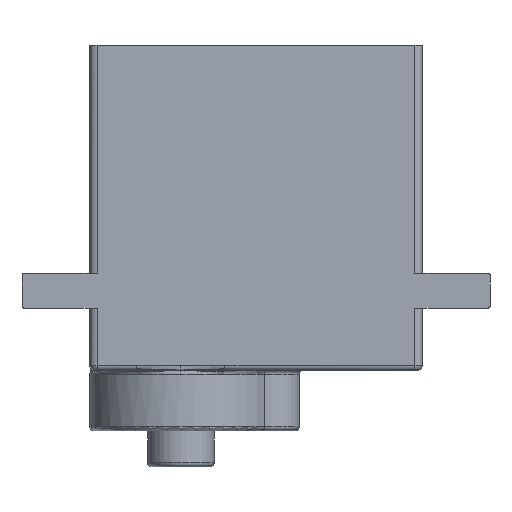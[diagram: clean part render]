
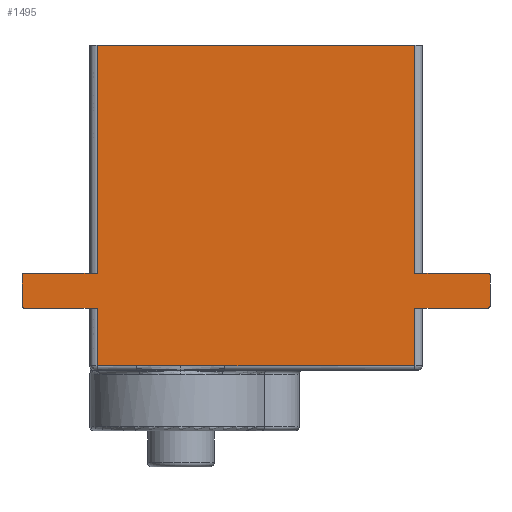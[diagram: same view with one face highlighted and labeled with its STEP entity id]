
A CAD part, left-side view. The second image highlights one B-rep face of the part: STEP entity #1495.
In plain terms, the highlighted planar face has unit normal (-1, 0, 0).
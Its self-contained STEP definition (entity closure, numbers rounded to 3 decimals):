
#40=PLANE('',#1607);
#93=LINE('',#2789,#185);
#94=LINE('',#2871,#186);
#116=LINE('',#4005,#208);
#119=LINE('',#4011,#211);
#120=LINE('',#4013,#212);
#121=LINE('',#4015,#213);
#122=LINE('',#4017,#214);
#123=LINE('',#4019,#215);
#124=LINE('',#4023,#216);
#125=LINE('',#4027,#217);
#126=LINE('',#4029,#218);
#127=LINE('',#4030,#219);
#128=LINE('',#4032,#220);
#129=LINE('',#4034,#221);
#130=LINE('',#4036,#222);
#185=VECTOR('',#1750,10.);
#186=VECTOR('',#1755,10.);
#208=VECTOR('',#1825,10.);
#211=VECTOR('',#1830,10.);
#212=VECTOR('',#1831,10.);
#213=VECTOR('',#1832,10.);
#214=VECTOR('',#1833,10.);
#215=VECTOR('',#1834,10.);
#216=VECTOR('',#1837,10.);
#217=VECTOR('',#1840,10.);
#218=VECTOR('',#1841,10.);
#219=VECTOR('',#1842,10.);
#220=VECTOR('',#1843,10.);
#221=VECTOR('',#1844,10.);
#222=VECTOR('',#1845,10.);
#301=FACE_OUTER_BOUND('',#392,.T.);
#392=EDGE_LOOP('',(#1098,#1099,#1100,#1101,#1102,#1103,#1104,#1105,#1106,
#1107,#1108,#1109,#1110,#1111,#1112,#1113,#1114,#1115,#1116));
#485=CIRCLE('',#1604,0.1);
#487=CIRCLE('',#1608,0.1);
#488=CIRCLE('',#1609,0.1);
#489=CIRCLE('',#1610,0.1);
#618=VERTEX_POINT('',#2781);
#619=VERTEX_POINT('',#2788);
#621=VERTEX_POINT('',#2869);
#667=VERTEX_POINT('',#3995);
#668=VERTEX_POINT('',#3996);
#671=VERTEX_POINT('',#4004);
#673=VERTEX_POINT('',#4010);
#674=VERTEX_POINT('',#4012);
#675=VERTEX_POINT('',#4014);
#676=VERTEX_POINT('',#4016);
#677=VERTEX_POINT('',#4018);
#678=VERTEX_POINT('',#4020);
#679=VERTEX_POINT('',#4022);
#680=VERTEX_POINT('',#4024);
#681=VERTEX_POINT('',#4026);
#682=VERTEX_POINT('',#4028);
#683=VERTEX_POINT('',#4031);
#684=VERTEX_POINT('',#4033);
#685=VERTEX_POINT('',#4035);
#770=EDGE_CURVE('',#618,#619,#93,.T.);
#774=EDGE_CURVE('',#621,#618,#94,.T.);
#834=EDGE_CURVE('',#667,#668,#485,.T.);
#838=EDGE_CURVE('',#668,#671,#116,.T.);
#841=EDGE_CURVE('',#673,#667,#119,.T.);
#842=EDGE_CURVE('',#674,#673,#120,.T.);
#843=EDGE_CURVE('',#675,#674,#121,.T.);
#844=EDGE_CURVE('',#676,#675,#122,.T.);
#845=EDGE_CURVE('',#677,#676,#123,.T.);
#846=EDGE_CURVE('',#678,#677,#487,.T.);
#847=EDGE_CURVE('',#678,#679,#124,.T.);
#848=EDGE_CURVE('',#680,#679,#488,.T.);
#849=EDGE_CURVE('',#681,#680,#125,.T.);
#850=EDGE_CURVE('',#682,#681,#126,.T.);
#851=EDGE_CURVE('',#619,#682,#127,.T.);
#852=EDGE_CURVE('',#683,#621,#128,.T.);
#853=EDGE_CURVE('',#684,#683,#129,.T.);
#854=EDGE_CURVE('',#685,#684,#130,.T.);
#855=EDGE_CURVE('',#671,#685,#489,.T.);
#1098=ORIENTED_EDGE('',*,*,#834,.F.);
#1099=ORIENTED_EDGE('',*,*,#841,.F.);
#1100=ORIENTED_EDGE('',*,*,#842,.F.);
#1101=ORIENTED_EDGE('',*,*,#843,.F.);
#1102=ORIENTED_EDGE('',*,*,#844,.F.);
#1103=ORIENTED_EDGE('',*,*,#845,.F.);
#1104=ORIENTED_EDGE('',*,*,#846,.F.);
#1105=ORIENTED_EDGE('',*,*,#847,.T.);
#1106=ORIENTED_EDGE('',*,*,#848,.F.);
#1107=ORIENTED_EDGE('',*,*,#849,.F.);
#1108=ORIENTED_EDGE('',*,*,#850,.F.);
#1109=ORIENTED_EDGE('',*,*,#851,.F.);
#1110=ORIENTED_EDGE('',*,*,#770,.F.);
#1111=ORIENTED_EDGE('',*,*,#774,.F.);
#1112=ORIENTED_EDGE('',*,*,#852,.F.);
#1113=ORIENTED_EDGE('',*,*,#853,.F.);
#1114=ORIENTED_EDGE('',*,*,#854,.F.);
#1115=ORIENTED_EDGE('',*,*,#855,.F.);
#1116=ORIENTED_EDGE('',*,*,#838,.F.);
#1495=ADVANCED_FACE('',(#301),#40,.T.);
#1604=AXIS2_PLACEMENT_3D('',#3997,#1817,#1818);
#1607=AXIS2_PLACEMENT_3D('',#4009,#1828,#1829);
#1608=AXIS2_PLACEMENT_3D('',#4021,#1835,#1836);
#1609=AXIS2_PLACEMENT_3D('',#4025,#1838,#1839);
#1610=AXIS2_PLACEMENT_3D('',#4037,#1846,#1847);
#1750=DIRECTION('',(0.,1.,0.));
#1755=DIRECTION('',(0.,1.,0.));
#1817=DIRECTION('center_axis',(1.,0.,0.));
#1818=DIRECTION('ref_axis',(0.,-0.707,0.707));
#1825=DIRECTION('',(0.,0.,-1.));
#1828=DIRECTION('center_axis',(-1.,0.,0.));
#1829=DIRECTION('ref_axis',(0.,1.,0.));
#1830=DIRECTION('',(0.,-1.,0.));
#1831=DIRECTION('',(0.,0.,-1.));
#1832=DIRECTION('',(0.,-1.,0.));
#1833=DIRECTION('',(0.,0.,1.));
#1834=DIRECTION('',(0.,-1.,0.));
#1835=DIRECTION('center_axis',(1.,0.,0.));
#1836=DIRECTION('ref_axis',(0.,0.707,0.707));
#1837=DIRECTION('',(0.,0.,-1.));
#1838=DIRECTION('center_axis',(1.,0.,0.));
#1839=DIRECTION('ref_axis',(0.,0.707,-0.707));
#1840=DIRECTION('',(0.,1.,0.));
#1841=DIRECTION('',(0.,0.,1.));
#1842=DIRECTION('',(0.,1.,0.));
#1843=DIRECTION('',(0.,1.,0.));
#1844=DIRECTION('',(0.,0.,-1.));
#1845=DIRECTION('',(0.,1.,0.));
#1846=DIRECTION('center_axis',(1.,0.,0.));
#1847=DIRECTION('ref_axis',(0.,-0.707,-0.707));
#2781=CARTESIAN_POINT('',(-6.3,5.2,-22.2));
#2788=CARTESIAN_POINT('',(-6.3,8.25,-22.2));
#2789=CARTESIAN_POINT('',(-6.3,5.2,-22.2));
#2869=CARTESIAN_POINT('',(-6.3,2.15,-22.2));
#2871=CARTESIAN_POINT('',(-6.3,5.2,-22.2));
#3995=CARTESIAN_POINT('',(-6.3,-16.1,-15.8));
#3996=CARTESIAN_POINT('',(-6.3,-16.2,-15.9));
#3997=CARTESIAN_POINT('Origin',(-6.3,-16.1,-15.9));
#4004=CARTESIAN_POINT('',(-6.3,-16.2,-18.1));
#4005=CARTESIAN_POINT('',(-6.3,-16.2,-15.8));
#4009=CARTESIAN_POINT('Origin',(-6.3,-11.5,0.));
#4010=CARTESIAN_POINT('',(-6.3,-11.,-15.8));
#4011=CARTESIAN_POINT('',(-6.3,16.2,-15.8));
#4012=CARTESIAN_POINT('',(-6.3,-11.,0.));
#4013=CARTESIAN_POINT('',(-6.3,-11.,0.));
#4014=CARTESIAN_POINT('',(-6.3,11.,0.));
#4015=CARTESIAN_POINT('',(-6.3,16.2,0.));
#4016=CARTESIAN_POINT('',(-6.3,11.,-15.8));
#4017=CARTESIAN_POINT('',(-6.3,11.,0.));
#4018=CARTESIAN_POINT('',(-6.3,16.1,-15.8));
#4019=CARTESIAN_POINT('',(-6.3,16.2,-15.8));
#4020=CARTESIAN_POINT('',(-6.3,16.2,-15.9));
#4021=CARTESIAN_POINT('Origin',(-6.3,16.1,-15.9));
#4022=CARTESIAN_POINT('',(-6.3,16.2,-18.1));
#4023=CARTESIAN_POINT('',(-6.3,16.2,-15.8));
#4024=CARTESIAN_POINT('',(-6.3,16.1,-18.2));
#4025=CARTESIAN_POINT('Origin',(-6.3,16.1,-18.1));
#4026=CARTESIAN_POINT('',(-6.3,11.,-18.2));
#4027=CARTESIAN_POINT('',(-6.3,16.2,-18.2));
#4028=CARTESIAN_POINT('',(-6.3,11.,-22.2));
#4029=CARTESIAN_POINT('',(-6.3,11.,0.));
#4030=CARTESIAN_POINT('',(-6.3,-5.75,-22.2));
#4031=CARTESIAN_POINT('',(-6.3,-11.,-22.2));
#4032=CARTESIAN_POINT('',(-6.3,-5.75,-22.2));
#4033=CARTESIAN_POINT('',(-6.3,-11.,-18.2));
#4034=CARTESIAN_POINT('',(-6.3,-11.,0.));
#4035=CARTESIAN_POINT('',(-6.3,-16.1,-18.2));
#4036=CARTESIAN_POINT('',(-6.3,16.2,-18.2));
#4037=CARTESIAN_POINT('Origin',(-6.3,-16.1,-18.1));
